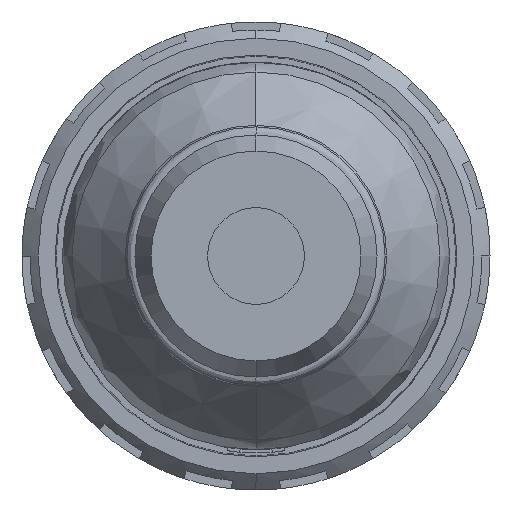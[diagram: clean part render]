
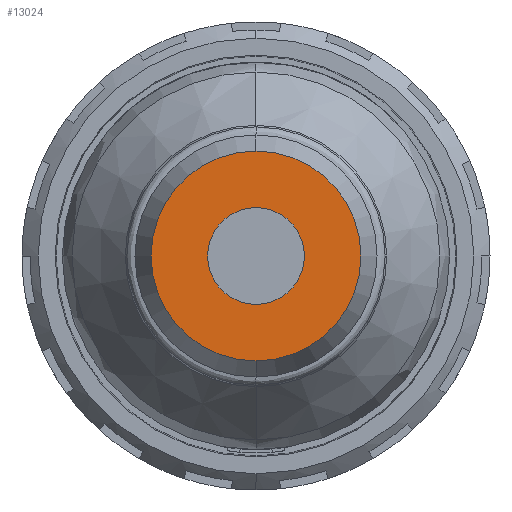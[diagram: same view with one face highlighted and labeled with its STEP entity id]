
A CAD part, front view. The second image highlights one B-rep face of the part: STEP entity #13024.
In plain terms, the highlighted planar face has unit normal (0, -1, 0).
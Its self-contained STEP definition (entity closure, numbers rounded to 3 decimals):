
#105 = EDGE_CURVE ( 'NONE', #9844, #16937, #11807, .T. ) ;
#302 = CARTESIAN_POINT ( 'NONE',  ( 0., 0., -3. ) ) ;
#377 = CARTESIAN_POINT ( 'NONE',  ( 0., 0., 3. ) ) ;
#604 = DIRECTION ( 'NONE',  ( 0., 1., 0. ) ) ;
#944 = EDGE_CURVE ( 'NONE', #20397, #6850, #1652, .T. ) ;
#948 = CIRCLE ( 'NONE', #19109, 6.5 ) ;
#1334 = CARTESIAN_POINT ( 'NONE',  ( 0., 0., 0. ) ) ;
#1652 = CIRCLE ( 'NONE', #11690, 3. ) ;
#3024 = DIRECTION ( 'NONE',  ( 0., 0., 1. ) ) ;
#3589 = FACE_BOUND ( 'NONE', #13956, .T. ) ;
#4007 = CARTESIAN_POINT ( 'NONE',  ( 0., 0., -6.5 ) ) ;
#4367 = DIRECTION ( 'NONE',  ( 0., 1., 0. ) ) ;
#4662 = CARTESIAN_POINT ( 'NONE',  ( 7.5, 0., 0. ) ) ;
#5119 = DIRECTION ( 'NONE',  ( 0., 1., 0. ) ) ;
#6343 = DIRECTION ( 'NONE',  ( 0., -1., 0. ) ) ;
#6850 = VERTEX_POINT ( 'NONE', #302 ) ;
#7333 = ORIENTED_EDGE ( 'NONE', *, *, #105, .F. ) ;
#7538 = AXIS2_PLACEMENT_3D ( 'NONE', #4662, #6343, #17992 ) ;
#8006 = FACE_OUTER_BOUND ( 'NONE', #15210, .T. ) ;
#9844 = VERTEX_POINT ( 'NONE', #12475 ) ;
#10557 = CARTESIAN_POINT ( 'NONE',  ( 0., 0., 0. ) ) ;
#11662 = EDGE_CURVE ( 'NONE', #6850, #20397, #20785, .T. ) ;
#11690 = AXIS2_PLACEMENT_3D ( 'NONE', #10557, #604, #12231 ) ;
#11807 = CIRCLE ( 'NONE', #12528, 6.5 ) ;
#12231 = DIRECTION ( 'NONE',  ( 0., 0., -1. ) ) ;
#12475 = CARTESIAN_POINT ( 'NONE',  ( 0., 0., 6.5 ) ) ;
#12528 = AXIS2_PLACEMENT_3D ( 'NONE', #1334, #12971, #3024 ) ;
#12888 = EDGE_CURVE ( 'NONE', #16937, #9844, #948, .T. ) ;
#12971 = DIRECTION ( 'NONE',  ( 0., 1., 0. ) ) ;
#13024 = ADVANCED_FACE ( 'NONE', ( #8006, #3589 ), #16244, .T. ) ;
#13228 = ORIENTED_EDGE ( 'NONE', *, *, #12888, .F. ) ;
#13956 = EDGE_LOOP ( 'NONE', ( #21318, #17097 ) ) ;
#14348 = CARTESIAN_POINT ( 'NONE',  ( 0., 0., 0. ) ) ;
#15100 = CARTESIAN_POINT ( 'NONE',  ( 0., 0., 0. ) ) ;
#15210 = EDGE_LOOP ( 'NONE', ( #7333, #13228 ) ) ;
#16020 = DIRECTION ( 'NONE',  ( 0., 0., 1. ) ) ;
#16244 = PLANE ( 'NONE',  #7538 ) ;
#16778 = DIRECTION ( 'NONE',  ( 0., 0., -1. ) ) ;
#16937 = VERTEX_POINT ( 'NONE', #4007 ) ;
#17097 = ORIENTED_EDGE ( 'NONE', *, *, #944, .T. ) ;
#17241 = AXIS2_PLACEMENT_3D ( 'NONE', #15100, #5119, #16778 ) ;
#17992 = DIRECTION ( 'NONE',  ( 0., 0., -1. ) ) ;
#19109 = AXIS2_PLACEMENT_3D ( 'NONE', #14348, #4367, #16020 ) ;
#20397 = VERTEX_POINT ( 'NONE', #377 ) ;
#20785 = CIRCLE ( 'NONE', #17241, 3. ) ;
#21318 = ORIENTED_EDGE ( 'NONE', *, *, #11662, .T. ) ;
